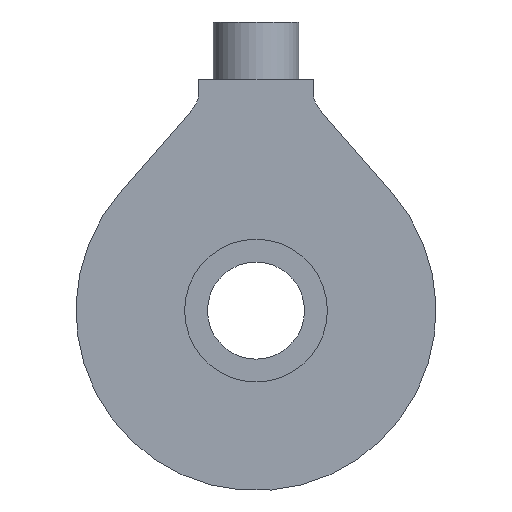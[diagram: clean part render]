
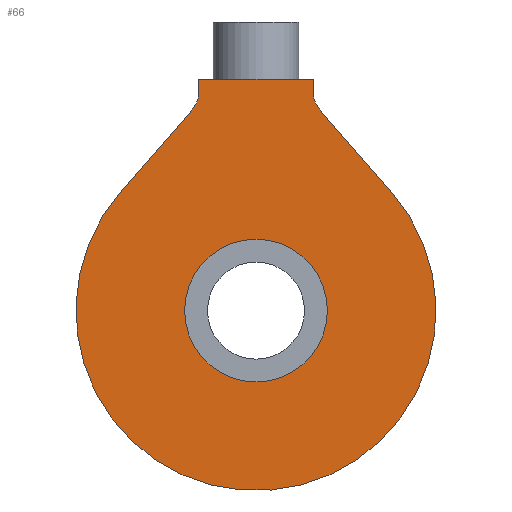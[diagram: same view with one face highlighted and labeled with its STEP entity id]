
A CAD part, left-side view. The second image highlights one B-rep face of the part: STEP entity #66.
In plain terms, the highlighted planar face has unit normal (-1, 0, 0).
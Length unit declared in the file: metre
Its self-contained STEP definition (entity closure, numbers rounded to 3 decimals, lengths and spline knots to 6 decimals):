
#66 = ADVANCED_FACE( '', ( #144, #145 ), #146, .T. );
#144 = FACE_OUTER_BOUND( '', #241, .T. );
#145 = FACE_BOUND( '', #242, .T. );
#146 = PLANE( '', #243 );
#241 = EDGE_LOOP( '', ( #366, #367, #368, #369, #370, #371, #372, #373 ) );
#242 = EDGE_LOOP( '', ( #374 ) );
#243 = AXIS2_PLACEMENT_3D( '', #375, #376, #377 );
#366 = ORIENTED_EDGE( '', *, *, #552, .F. );
#367 = ORIENTED_EDGE( '', *, *, #553, .T. );
#368 = ORIENTED_EDGE( '', *, *, #531, .T. );
#369 = ORIENTED_EDGE( '', *, *, #554, .F. );
#370 = ORIENTED_EDGE( '', *, *, #526, .F. );
#371 = ORIENTED_EDGE( '', *, *, #555, .T. );
#372 = ORIENTED_EDGE( '', *, *, #556, .T. );
#373 = ORIENTED_EDGE( '', *, *, #557, .T. );
#374 = ORIENTED_EDGE( '', *, *, #558, .F. );
#375 = CARTESIAN_POINT( '', ( -0.002223, 0.3048, -0.811848 ) );
#376 = DIRECTION( '', ( -1., 0., 0. ) );
#377 = DIRECTION( '', ( 0., 1., 0. ) );
#526 = EDGE_CURVE( '', #611, #613, #614, .T. );
#531 = EDGE_CURVE( '', #622, #620, #623, .T. );
#552 = EDGE_CURVE( '', #655, #656, #657, .T. );
#553 = EDGE_CURVE( '', #655, #622, #658, .T. );
#554 = EDGE_CURVE( '', #613, #620, #659, .T. );
#555 = EDGE_CURVE( '', #611, #660, #661, .T. );
#556 = EDGE_CURVE( '', #660, #662, #663, .T. );
#557 = EDGE_CURVE( '', #662, #656, #664, .T. );
#558 = EDGE_CURVE( '', #665, #665, #666, .T. );
#611 = VERTEX_POINT( '', #732 );
#613 = VERTEX_POINT( '', #735 );
#614 = LINE( '', #736, #737 );
#620 = VERTEX_POINT( '', #745 );
#622 = VERTEX_POINT( '', #748 );
#623 = LINE( '', #749, #750 );
#655 = VERTEX_POINT( '', #792 );
#656 = VERTEX_POINT( '', #793 );
#657 = LINE( '', #794, #795 );
#658 = CIRCLE( '', #796, 0.00635 );
#659 = CIRCLE( '', #797, 0.04004 );
#660 = VERTEX_POINT( '', #798 );
#661 = CIRCLE( '', #799, 0.00635 );
#662 = VERTEX_POINT( '', #800 );
#663 = LINE( '', #801, #802 );
#664 = LINE( '', #803, #804 );
#665 = VERTEX_POINT( '', #805 );
#666 = CIRCLE( '', #806, 0.015875 );
#732 = CARTESIAN_POINT( '', ( -0.002223, 0.290539, -0.772965 ) );
#735 = CARTESIAN_POINT( '', ( -0.002223, 0.274602, -0.791271 ) );
#736 = CARTESIAN_POINT( '', ( -0.002223, 0.28257, -0.782118 ) );
#737 = VECTOR( '', #876, 1. );
#745 = CARTESIAN_POINT( '', ( -0.002223, 0.334998, -0.791271 ) );
#748 = CARTESIAN_POINT( '', ( -0.002223, 0.319061, -0.772965 ) );
#749 = CARTESIAN_POINT( '', ( -0.002223, 0.32703, -0.782118 ) );
#750 = VECTOR( '', #880, 1. );
#792 = CARTESIAN_POINT( '', ( -0.002223, 0.3175, -0.768796 ) );
#793 = CARTESIAN_POINT( '', ( -0.002223, 0.3175, -0.766093 ) );
#794 = CARTESIAN_POINT( '', ( -0.002223, 0.3175, -0.767444 ) );
#795 = VECTOR( '', #903, 1. );
#796 = AXIS2_PLACEMENT_3D( '', #904, #905, #906 );
#797 = AXIS2_PLACEMENT_3D( '', #907, #908, #909 );
#798 = CARTESIAN_POINT( '', ( -0.002223, 0.2921, -0.768796 ) );
#799 = AXIS2_PLACEMENT_3D( '', #910, #911, #912 );
#800 = CARTESIAN_POINT( '', ( -0.002223, 0.2921, -0.766093 ) );
#801 = CARTESIAN_POINT( '', ( -0.002223, 0.2921, -0.767444 ) );
#802 = VECTOR( '', #913, 1. );
#803 = CARTESIAN_POINT( '', ( -0.002223, 0.3048, -0.766093 ) );
#804 = VECTOR( '', #914, 1. );
#805 = CARTESIAN_POINT( '', ( -0.002223, 0.3048, -0.801688 ) );
#806 = AXIS2_PLACEMENT_3D( '', #915, #916, #917 );
#876 = DIRECTION( '', ( 0., -0.657, -0.754 ) );
#880 = DIRECTION( '', ( 0., 0.657, -0.754 ) );
#903 = DIRECTION( '', ( 0., 0., 1. ) );
#904 = CARTESIAN_POINT( '', ( -0.002223, 0.32385, -0.768796 ) );
#905 = DIRECTION( '', ( 1., 0., 0. ) );
#906 = DIRECTION( '', ( 0., 0., -1. ) );
#907 = CARTESIAN_POINT( '', ( -0.002223, 0.3048, -0.817563 ) );
#908 = DIRECTION( '', ( 1., 0., 0. ) );
#909 = DIRECTION( '', ( 0., 0., -1. ) );
#910 = CARTESIAN_POINT( '', ( -0.002223, 0.28575, -0.768796 ) );
#911 = DIRECTION( '', ( 1., 0., 0. ) );
#912 = DIRECTION( '', ( 0., 0., -1. ) );
#913 = DIRECTION( '', ( 0., 0., 1. ) );
#914 = DIRECTION( '', ( 0., 1., 0. ) );
#915 = CARTESIAN_POINT( '', ( -0.002223, 0.3048, -0.817563 ) );
#916 = DIRECTION( '', ( -1., 0., 0. ) );
#917 = DIRECTION( '', ( 0., 0., 1. ) );
